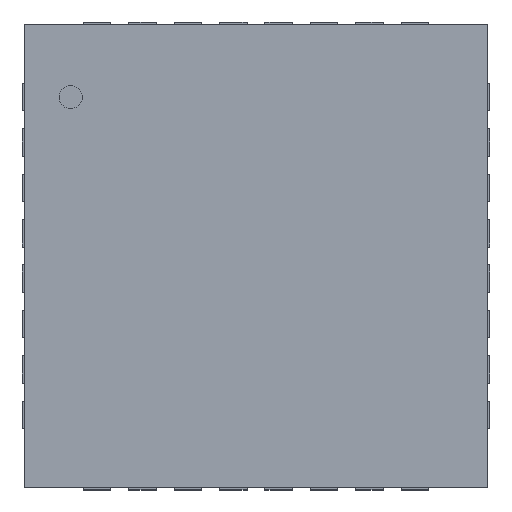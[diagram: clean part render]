
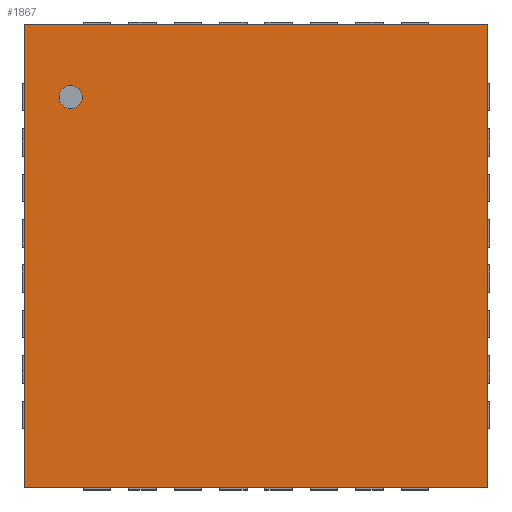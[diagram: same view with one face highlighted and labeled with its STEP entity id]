
A CAD part, top view. The second image highlights one B-rep face of the part: STEP entity #1867.
In plain terms, the highlighted planar face has unit normal (0, 0, 1).
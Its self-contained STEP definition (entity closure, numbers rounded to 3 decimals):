
#1867 = ADVANCED_FACE('',(#1868),#1902,.F.);
#1868 = FACE_BOUND('',#1869,.T.);
#1869 = EDGE_LOOP('',(#1870,#1880,#1888,#1896));
#1870 = ORIENTED_EDGE('',*,*,#1871,.F.);
#1871 = EDGE_CURVE('',#1872,#1874,#1876,.T.);
#1872 = VERTEX_POINT('',#1873);
#1873 = CARTESIAN_POINT('',(4.753,0.833,0.711));
#1874 = VERTEX_POINT('',#1875);
#1875 = CARTESIAN_POINT('',(4.753,-4.273,0.711));
#1876 = LINE('',#1877,#1878);
#1877 = CARTESIAN_POINT('',(4.753,0.833,0.711));
#1878 = VECTOR('',#1879,1.);
#1879 = DIRECTION('',(0.,-1.,0.));
#1880 = ORIENTED_EDGE('',*,*,#1881,.F.);
#1881 = EDGE_CURVE('',#1882,#1872,#1884,.T.);
#1882 = VERTEX_POINT('',#1883);
#1883 = CARTESIAN_POINT('',(-0.353,0.833,0.711));
#1884 = LINE('',#1885,#1886);
#1885 = CARTESIAN_POINT('',(-0.353,0.833,0.711));
#1886 = VECTOR('',#1887,1.);
#1887 = DIRECTION('',(1.,0.,0.));
#1888 = ORIENTED_EDGE('',*,*,#1889,.F.);
#1889 = EDGE_CURVE('',#1890,#1882,#1892,.T.);
#1890 = VERTEX_POINT('',#1891);
#1891 = CARTESIAN_POINT('',(-0.353,-4.273,0.711));
#1892 = LINE('',#1893,#1894);
#1893 = CARTESIAN_POINT('',(-0.353,-4.273,0.711));
#1894 = VECTOR('',#1895,1.);
#1895 = DIRECTION('',(0.,1.,0.));
#1896 = ORIENTED_EDGE('',*,*,#1897,.F.);
#1897 = EDGE_CURVE('',#1874,#1890,#1898,.T.);
#1898 = LINE('',#1899,#1900);
#1899 = CARTESIAN_POINT('',(4.753,-4.273,0.711));
#1900 = VECTOR('',#1901,1.);
#1901 = DIRECTION('',(-1.,0.,0.));
#1902 = PLANE('',#1903);
#1903 = AXIS2_PLACEMENT_3D('',#1904,#1905,#1906);
#1904 = CARTESIAN_POINT('',(4.753,-4.273,0.711));
#1905 = DIRECTION('',(0.,0.,-1.));
#1906 = DIRECTION('',(-1.,0.,0.));
